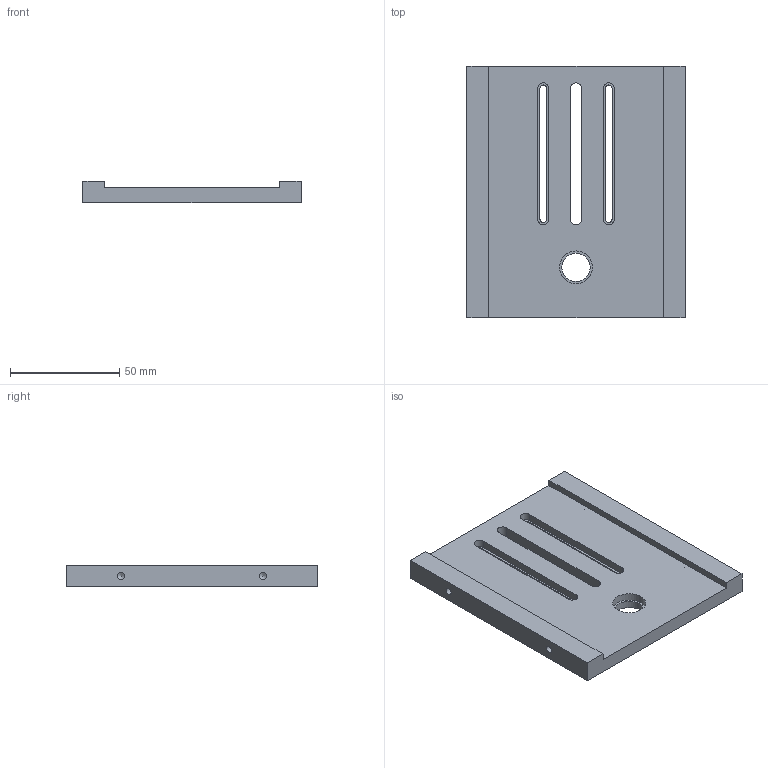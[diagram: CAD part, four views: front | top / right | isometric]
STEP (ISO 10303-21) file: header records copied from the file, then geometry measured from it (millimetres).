
FILE_DESCRIPTION(/* description */ (''),/* implementation_level */ '2;1');
FILE_NAME(/* name */ 'plaque moteur.stp',/* time_stamp */ '2021-05-21T08:19:17+02:00',/* author */ ('HCAPA'),/* organization */ (''),/* preprocessor_version */ 'ST-DEVELOPER v18.1',/* originating_system */ 'Autodesk Inventor 2021',/* authorisation */ '');
FILE_SCHEMA (('AUTOMOTIVE_DESIGN { 1 0 10303 214 3 1 1 }'));
Length unit declared in the file: millimetre
Products named in the file (1): plaque moteur
Bounding box: 100 x 115 x 10 mm (x, y, z)
Volume: 80132.2 mm3; surface area: 29457 mm2
Topology: 1 solids, 1 shells, 43 faces, 110 edges, 72 vertices
Faces by surface type: plane 23, cylinder 16, cone 4
Full cylindrical faces by diameter (mm): 3.242 x4, 13 x1, 15 x1
Entity records: 1348 total; most frequent: DIRECTION 226, CARTESIAN_POINT 222, ORIENTED_EDGE 212, EDGE_CURVE 106, AXIS2_PLACEMENT_3D 76, LINE 74, VECTOR 74, VERTEX_POINT 72
